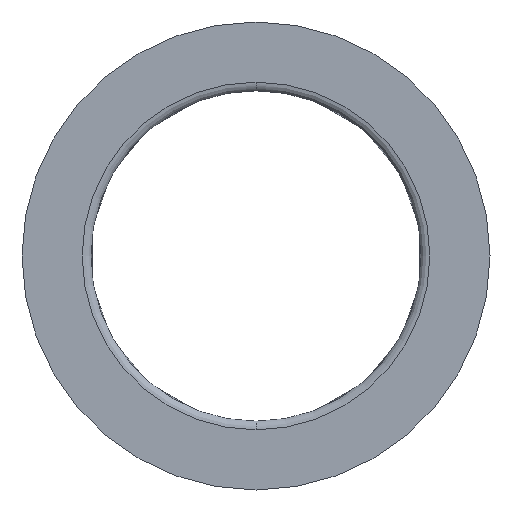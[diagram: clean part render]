
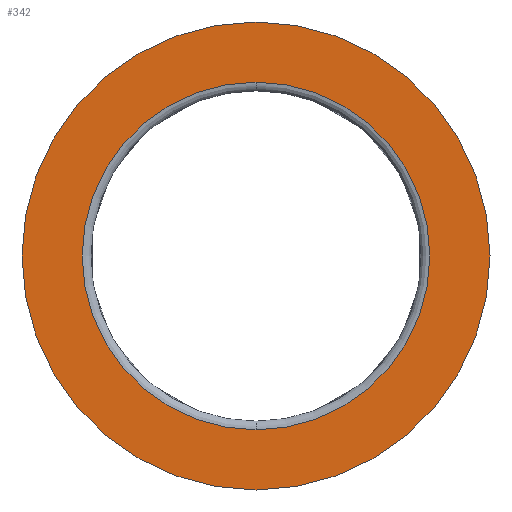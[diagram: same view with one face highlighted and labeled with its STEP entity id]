
A CAD part, front view. The second image highlights one B-rep face of the part: STEP entity #342.
In plain terms, the highlighted planar face has unit normal (0, -1, 0).
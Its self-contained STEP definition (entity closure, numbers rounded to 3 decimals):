
#14 = DIRECTION ( 'NONE',  ( 0., 0., 1. ) ) ;
#17 = CARTESIAN_POINT ( 'NONE',  ( 0., 0., 0. ) ) ;
#21 = VERTEX_POINT ( 'NONE', #235 ) ;
#29 = EDGE_CURVE ( 'NONE', #124, #21, #128, .T. ) ;
#52 = DIRECTION ( 'NONE',  ( 0., 1., 0. ) ) ;
#69 = CARTESIAN_POINT ( 'NONE',  ( 0., 0., 94. ) ) ;
#80 = DIRECTION ( 'NONE',  ( 0., 1., 0. ) ) ;
#103 = FACE_BOUND ( 'NONE', #110, .T. ) ;
#110 = EDGE_LOOP ( 'NONE', ( #252, #379 ) ) ;
#118 = DIRECTION ( 'NONE',  ( 0., 0., 1. ) ) ;
#119 = ORIENTED_EDGE ( 'NONE', *, *, #305, .F. ) ;
#124 = VERTEX_POINT ( 'NONE', #69 ) ;
#128 = CIRCLE ( 'NONE', #229, 94. ) ;
#138 = AXIS2_PLACEMENT_3D ( 'NONE', #17, #52, #118 ) ;
#161 = CIRCLE ( 'NONE', #279, 69.814 ) ;
#178 = DIRECTION ( 'NONE',  ( 0., 0., 1. ) ) ;
#214 = DIRECTION ( 'NONE',  ( 0., 1., 0. ) ) ;
#219 = EDGE_CURVE ( 'NONE', #363, #361, #161, .T. ) ;
#224 = CARTESIAN_POINT ( 'NONE',  ( 0., 0., 0. ) ) ;
#228 = DIRECTION ( 'NONE',  ( 0., 0., 1. ) ) ;
#229 = AXIS2_PLACEMENT_3D ( 'NONE', #259, #391, #228 ) ;
#233 = EDGE_CURVE ( 'NONE', #361, #363, #331, .T. ) ;
#235 = CARTESIAN_POINT ( 'NONE',  ( 0., 0., -94. ) ) ;
#237 = DIRECTION ( 'NONE',  ( 0., -1., 0. ) ) ;
#252 = ORIENTED_EDGE ( 'NONE', *, *, #233, .T. ) ;
#259 = CARTESIAN_POINT ( 'NONE',  ( 0., 0., 0. ) ) ;
#268 = CARTESIAN_POINT ( 'NONE',  ( -94., 0., 0. ) ) ;
#273 = CARTESIAN_POINT ( 'NONE',  ( 0., 0., -69.814 ) ) ;
#279 = AXIS2_PLACEMENT_3D ( 'NONE', #224, #80, #14 ) ;
#284 = EDGE_LOOP ( 'NONE', ( #352, #119 ) ) ;
#289 = CARTESIAN_POINT ( 'NONE',  ( 0., 0., 0. ) ) ;
#303 = DIRECTION ( 'NONE',  ( 0., 0., -1. ) ) ;
#305 = EDGE_CURVE ( 'NONE', #21, #124, #373, .T. ) ;
#331 = CIRCLE ( 'NONE', #138, 69.814 ) ;
#332 = AXIS2_PLACEMENT_3D ( 'NONE', #289, #214, #178 ) ;
#334 = FACE_OUTER_BOUND ( 'NONE', #284, .T. ) ;
#341 = CARTESIAN_POINT ( 'NONE',  ( 0., 0., 69.814 ) ) ;
#342 = ADVANCED_FACE ( 'NONE', ( #103, #334 ), #370, .T. ) ;
#352 = ORIENTED_EDGE ( 'NONE', *, *, #29, .F. ) ;
#361 = VERTEX_POINT ( 'NONE', #341 ) ;
#363 = VERTEX_POINT ( 'NONE', #273 ) ;
#370 = PLANE ( 'NONE',  #432 ) ;
#373 = CIRCLE ( 'NONE', #332, 94. ) ;
#379 = ORIENTED_EDGE ( 'NONE', *, *, #219, .T. ) ;
#391 = DIRECTION ( 'NONE',  ( 0., 1., 0. ) ) ;
#432 = AXIS2_PLACEMENT_3D ( 'NONE', #268, #237, #303 ) ;
